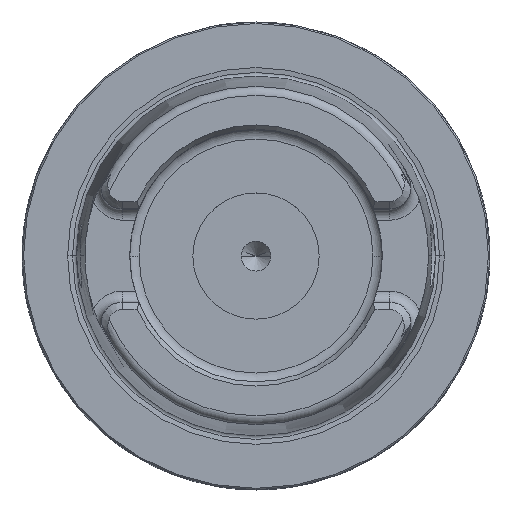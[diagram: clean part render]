
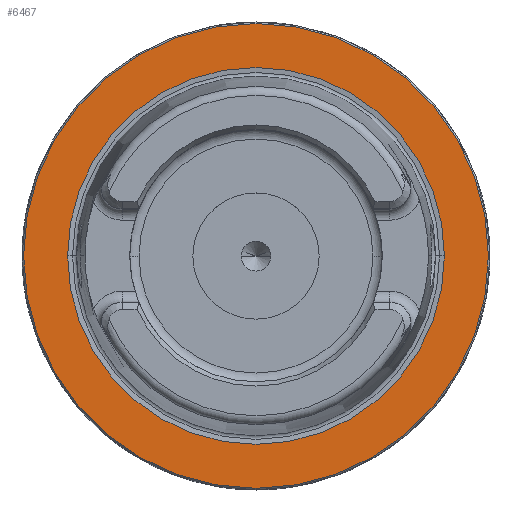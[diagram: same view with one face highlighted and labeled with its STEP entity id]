
A CAD part, top view. The second image highlights one B-rep face of the part: STEP entity #6467.
In plain terms, the highlighted planar face has unit normal (0, 0, 1).
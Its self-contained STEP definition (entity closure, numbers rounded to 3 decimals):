
#2026=CARTESIAN_POINT('',(0.,0.,0.));
#2027=DIRECTION('',(0.,0.,1.));
#2028=DIRECTION('',(1.,0.,0.));
#2029=AXIS2_PLACEMENT_3D('',#2026,#2027,#2028);
#2042=CARTESIAN_POINT('',(0.,0.,0.));
#2043=DIRECTION('',(0.,0.,-1.));
#2044=DIRECTION('',(1.,0.,0.));
#2045=AXIS2_PLACEMENT_3D('',#2042,#2043,#2044);
#2064=CARTESIAN_POINT('',(0.,0.,0.));
#2065=DIRECTION('',(0.,0.,1.));
#2066=DIRECTION('',(1.,0.,0.));
#2067=AXIS2_PLACEMENT_3D('',#2064,#2065,#2066);
#4633=CARTESIAN_POINT('',(0.,0.,0.));
#4634=DIRECTION('',(0.,0.,-1.));
#4635=DIRECTION('',(1.,0.,0.));
#4636=AXIS2_PLACEMENT_3D('',#4633,#4634,#4635);
#4699=CARTESIAN_POINT('',(25.374,0.,0.));
#4701=VERTEX_POINT('',#4699);
#4711=CARTESIAN_POINT('',(-25.374,0.,0.));
#4713=VERTEX_POINT('',#4711);
#4979=CARTESIAN_POINT('',(31.3,0.,0.));
#4980=CARTESIAN_POINT('',(-31.3,0.,0.));
#4981=VERTEX_POINT('',#4979);
#4982=VERTEX_POINT('',#4980);
#6451=CARTESIAN_POINT('',(0.,0.,0.));
#6452=DIRECTION('',(0.,0.,-1.));
#6453=DIRECTION('',(-1.,0.,0.));
#6454=AXIS2_PLACEMENT_3D('',#6451,#6452,#6453);
#6455=PLANE('',#6454);
#6456=ORIENTED_EDGE('',*,*,#6441,.F.);
#6458=ORIENTED_EDGE('',*,*,#6457,.T.);
#6459=EDGE_LOOP('',(#6456,#6458));
#6460=FACE_OUTER_BOUND('',#6459,.F.);
#6462=ORIENTED_EDGE('',*,*,#6461,.F.);
#6464=ORIENTED_EDGE('',*,*,#6463,.T.);
#6465=EDGE_LOOP('',(#6462,#6464));
#6466=FACE_BOUND('',#6465,.F.);
#2030=CIRCLE('',#2029,31.3);
#2046=CIRCLE('',#2045,25.374);
#2068=CIRCLE('',#2067,25.374);
#4637=CIRCLE('',#4636,31.3);
#6441=EDGE_CURVE('',#4981,#4982,#2030,.T.);
#6457=EDGE_CURVE('',#4981,#4982,#4637,.T.);
#6461=EDGE_CURVE('',#4701,#4713,#2046,.T.);
#6463=EDGE_CURVE('',#4701,#4713,#2068,.T.);
#6467=ADVANCED_FACE('',(#6460,#6466),#6455,.F.);
